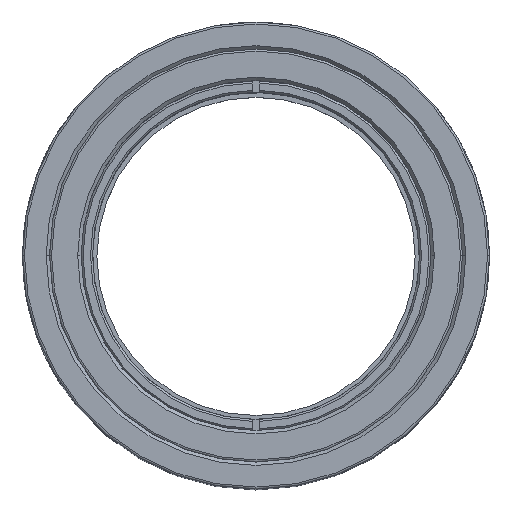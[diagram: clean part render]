
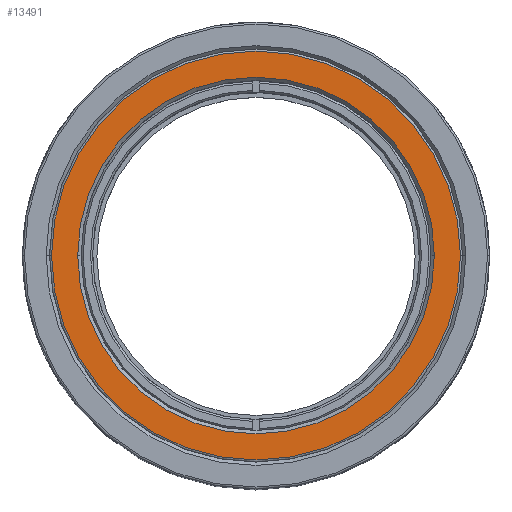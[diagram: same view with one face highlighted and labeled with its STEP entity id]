
A CAD part, top view. The second image highlights one B-rep face of the part: STEP entity #13491.
In plain terms, the highlighted planar face has unit normal (0, 0, 1).
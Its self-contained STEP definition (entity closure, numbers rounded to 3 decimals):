
#738 = DIRECTION ( 'NONE',  ( 0., 0., 1. ) ) ;
#2149 = EDGE_CURVE ( 'NONE', #19710, #7275, #8777, .T. ) ;
#2746 = CIRCLE ( 'NONE', #16120, 30.2 ) ;
#3726 = AXIS2_PLACEMENT_3D ( 'NONE', #26426, #10282, #6244 ) ;
#3923 = ORIENTED_EDGE ( 'NONE', *, *, #14857, .T. ) ;
#4393 = VERTEX_POINT ( 'NONE', #26914 ) ;
#4811 = EDGE_LOOP ( 'NONE', ( #3923, #26228 ) ) ;
#5278 = DIRECTION ( 'NONE',  ( 1., 0., 0. ) ) ;
#6244 = DIRECTION ( 'NONE',  ( 1., 0., 0. ) ) ;
#6342 = EDGE_CURVE ( 'NONE', #4393, #20130, #2746, .T. ) ;
#7275 = VERTEX_POINT ( 'NONE', #25787 ) ;
#7626 = CARTESIAN_POINT ( 'NONE',  ( -48.261, 9.89, 59.233 ) ) ;
#7773 = DIRECTION ( 'NONE',  ( 0., 0., -1. ) ) ;
#7907 = PLANE ( 'NONE',  #3726 ) ;
#8196 = FACE_OUTER_BOUND ( 'NONE', #17217, .T. ) ;
#8777 = CIRCLE ( 'NONE', #24047, 26.345 ) ;
#9899 = CARTESIAN_POINT ( 'NONE',  ( -48.261, 9.89, 59.233 ) ) ;
#10282 = DIRECTION ( 'NONE',  ( 0., 0., 1. ) ) ;
#10429 = FACE_BOUND ( 'NONE', #4811, .T. ) ;
#12419 = CIRCLE ( 'NONE', #21929, 30.2 ) ;
#12534 = CARTESIAN_POINT ( 'NONE',  ( -48.261, 9.89, 59.233 ) ) ;
#13491 = ADVANCED_FACE ( 'NONE', ( #10429, #8196 ), #7907, .T. ) ;
#14229 = CARTESIAN_POINT ( 'NONE',  ( -74.606, 9.89, 59.233 ) ) ;
#14857 = EDGE_CURVE ( 'NONE', #7275, #19710, #17279, .T. ) ;
#14912 = AXIS2_PLACEMENT_3D ( 'NONE', #7626, #7773, #25694 ) ;
#16120 = AXIS2_PLACEMENT_3D ( 'NONE', #12534, #738, #26261 ) ;
#17190 = ORIENTED_EDGE ( 'NONE', *, *, #6342, .T. ) ;
#17217 = EDGE_LOOP ( 'NONE', ( #17190, #25384 ) ) ;
#17279 = CIRCLE ( 'NONE', #14912, 26.345 ) ;
#19710 = VERTEX_POINT ( 'NONE', #14229 ) ;
#19914 = DIRECTION ( 'NONE',  ( 1., 0., 0. ) ) ;
#20130 = VERTEX_POINT ( 'NONE', #21798 ) ;
#21798 = CARTESIAN_POINT ( 'NONE',  ( -78.461, 9.89, 59.233 ) ) ;
#21929 = AXIS2_PLACEMENT_3D ( 'NONE', #28871, #26341, #19914 ) ;
#24047 = AXIS2_PLACEMENT_3D ( 'NONE', #9899, #25737, #5278 ) ;
#25384 = ORIENTED_EDGE ( 'NONE', *, *, #29434, .T. ) ;
#25694 = DIRECTION ( 'NONE',  ( 1., 0., 0. ) ) ;
#25737 = DIRECTION ( 'NONE',  ( 0., 0., -1. ) ) ;
#25787 = CARTESIAN_POINT ( 'NONE',  ( -21.916, 9.89, 59.233 ) ) ;
#26228 = ORIENTED_EDGE ( 'NONE', *, *, #2149, .T. ) ;
#26261 = DIRECTION ( 'NONE',  ( 1., 0., 0. ) ) ;
#26341 = DIRECTION ( 'NONE',  ( 0., 0., 1. ) ) ;
#26426 = CARTESIAN_POINT ( 'NONE',  ( -48.261, 9.89, 59.233 ) ) ;
#26914 = CARTESIAN_POINT ( 'NONE',  ( -18.061, 9.89, 59.233 ) ) ;
#28871 = CARTESIAN_POINT ( 'NONE',  ( -48.261, 9.89, 59.233 ) ) ;
#29434 = EDGE_CURVE ( 'NONE', #20130, #4393, #12419, .T. ) ;
